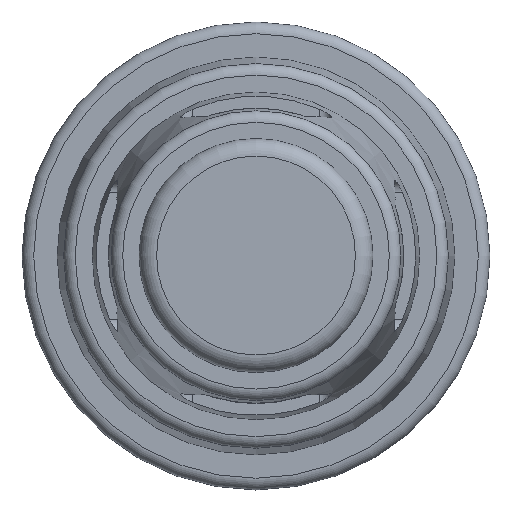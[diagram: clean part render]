
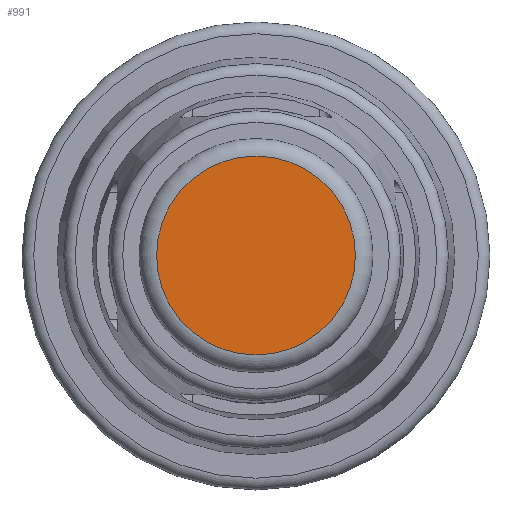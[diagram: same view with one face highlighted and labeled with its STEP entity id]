
A CAD part, top view. The second image highlights one B-rep face of the part: STEP entity #991.
In plain terms, the highlighted planar face has unit normal (0, 0, 1).
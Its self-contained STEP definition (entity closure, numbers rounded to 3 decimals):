
#254=FACE_OUTER_BOUND('',#328,.T.);
#328=EDGE_LOOP('',(#889));
#377=CIRCLE('',#1125,8.5);
#473=VERTEX_POINT('',#2170);
#610=EDGE_CURVE('',#473,#473,#377,.T.);
#889=ORIENTED_EDGE('',*,*,#610,.F.);
#932=PLANE('',#1130);
#991=ADVANCED_FACE('',(#254),#932,.T.);
#1125=AXIS2_PLACEMENT_3D('',#2171,#1401,#1402);
#1130=AXIS2_PLACEMENT_3D('',#2179,#1412,#1413);
#1401=DIRECTION('center_axis',(0.,0.,-1.));
#1402=DIRECTION('ref_axis',(1.,0.,0.));
#1412=DIRECTION('center_axis',(0.,0.,1.));
#1413=DIRECTION('ref_axis',(1.,0.,0.));
#2170=CARTESIAN_POINT('',(-8.5,0.,25.));
#2171=CARTESIAN_POINT('Origin',(0.,0.,25.));
#2179=CARTESIAN_POINT('Origin',(0.,0.,25.));
